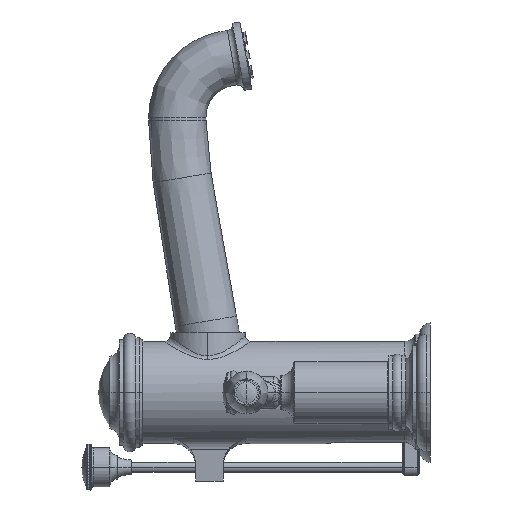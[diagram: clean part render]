
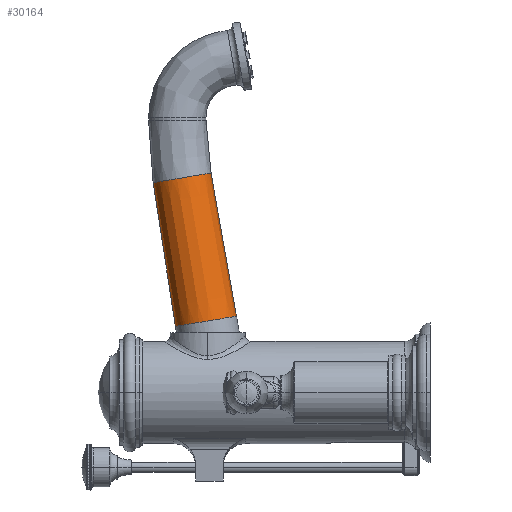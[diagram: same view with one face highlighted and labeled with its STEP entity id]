
A CAD part, left-side view. The second image highlights one B-rep face of the part: STEP entity #30164.
In plain terms, the highlighted conical face has half-angle 0.634 degrees and reference radius 13.855 mm.
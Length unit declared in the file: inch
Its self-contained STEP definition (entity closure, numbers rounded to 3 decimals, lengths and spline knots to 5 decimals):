
#10385=CARTESIAN_POINT('',(0.,3.50594,1.38421));
#10386=CARTESIAN_POINT('',(-0.01023,3.50571,
1.38285));
#10387=CARTESIAN_POINT('',(-0.03169,3.50588,
1.3806));
#10388=CARTESIAN_POINT('',(-0.06708,3.50865,
1.3785));
#10389=CARTESIAN_POINT('',(-0.10466,3.51435,
1.37755));
#10390=CARTESIAN_POINT('',(-0.14368,3.52324,
1.37721));
#10391=CARTESIAN_POINT('',(-0.18325,3.53538,
1.37675));
#10392=CARTESIAN_POINT('',(-0.22258,3.5506,
1.37515));
#10393=CARTESIAN_POINT('',(-0.26053,3.56849,
1.37202));
#10394=CARTESIAN_POINT('',(-0.2958,3.5883,
1.36777));
#10395=CARTESIAN_POINT('',(-0.32749,3.60893,
1.36209));
#10396=CARTESIAN_POINT('',(-0.35572,3.63055,
1.35921));
#10397=CARTESIAN_POINT('',(-0.38056,3.65184,
1.35472));
#10398=CARTESIAN_POINT('',(-0.40239,3.67338,
1.35387));
#10399=CARTESIAN_POINT('',(-0.42202,3.69476,
1.35218));
#10400=CARTESIAN_POINT('',(-0.44006,3.71633,
1.34926));
#10401=CARTESIAN_POINT('',(-0.45702,3.73846,
1.34415));
#10402=CARTESIAN_POINT('',(-0.47323,3.76191,
1.33805));
#10403=CARTESIAN_POINT('',(-0.48892,3.7875,
1.33188));
#10404=CARTESIAN_POINT('',(-0.50415,3.8162,
1.32721));
#10405=CARTESIAN_POINT('',(-0.51865,3.84832,
1.32337));
#10406=CARTESIAN_POINT('',(-0.53207,3.8842,
1.31907));
#10407=CARTESIAN_POINT('',(-0.54365,3.92341,
1.31299));
#10408=CARTESIAN_POINT('',(-0.55229,3.96365,
1.30566));
#10409=CARTESIAN_POINT('',(-0.5577,4.00282,
1.29769));
#10410=CARTESIAN_POINT('',(-0.56024,4.04171,
1.28999));
#10411=CARTESIAN_POINT('',(-0.55997,4.08128,
1.28359));
#10412=CARTESIAN_POINT('',(-0.55677,4.12145,
1.27815));
#10413=CARTESIAN_POINT('',(-0.55051,4.16196,
1.27271));
#10414=CARTESIAN_POINT('',(-0.54123,4.20175,
1.26668));
#10415=CARTESIAN_POINT('',(-0.52962,4.23868,
1.2598));
#10416=CARTESIAN_POINT('',(-0.51674,4.27141,
1.25238));
#10417=CARTESIAN_POINT('',(-0.50294,4.301,
1.24601));
#10418=CARTESIAN_POINT('',(-0.4884,4.3282,
1.2416));
#10419=CARTESIAN_POINT('',(-0.47315,4.35366,
1.23933));
#10420=CARTESIAN_POINT('',(-0.45713,4.37755,
1.23752));
#10421=CARTESIAN_POINT('',(-0.44019,4.40013,
1.23512));
#10422=CARTESIAN_POINT('',(-0.4221,4.42154,
1.23078));
#10423=CARTESIAN_POINT('',(-0.40238,4.44241,
1.22541));
#10424=CARTESIAN_POINT('',(-0.38043,4.46318,
1.21921));
#10425=CARTESIAN_POINT('',(-0.35546,4.48487,
1.21656));
#10426=CARTESIAN_POINT('',(-0.32711,4.50631,
1.21229));
#10427=CARTESIAN_POINT('',(-0.29532,4.52769,
1.21095));
#10428=CARTESIAN_POINT('',(-0.25999,4.54779,
1.20852));
#10429=CARTESIAN_POINT('',(-0.22204,4.56567,
1.20566));
#10430=CARTESIAN_POINT('',(-0.18274,4.58052,
1.2022));
#10431=CARTESIAN_POINT('',(-0.14323,4.59208,
1.19867));
#10432=CARTESIAN_POINT('',(-0.10429,4.60056,
1.1961));
#10433=CARTESIAN_POINT('',(-0.0668,4.60622,
1.19516));
#10434=CARTESIAN_POINT('',(-0.03153,4.6095,
1.19628));
#10435=CARTESIAN_POINT('',(-0.01017,4.61039,
1.19838));
#10436=CARTESIAN_POINT('',(0.,4.61062,
1.19974));
#10438=DIRECTION('',(0.,0.154,0.988));
#10439=VECTOR('',#10438,2.62638);
#10440=CARTESIAN_POINT('',(0.,4.61062,
1.19974));
#10441=LINE('',#10440,#10439);
#10442=CARTESIAN_POINT('',(0.,4.49083,
3.88232));
#10443=DIRECTION('',(0.,0.165,0.986));
#10444=DIRECTION('',(0.,0.986,-0.165));
#10445=AXIS2_PLACEMENT_3D('',#10442,#10443,#10444);
#10447=CARTESIAN_POINT('',(0.,4.61062,
1.19974));
#10498=CARTESIAN_POINT('',(0.,3.50594,1.38421));
#10500=DIRECTION('',(0.,0.176,0.984));
#10501=VECTOR('',#10500,2.62638);
#10502=CARTESIAN_POINT('',(0.,3.50594,1.38421));
#10503=LINE('',#10502,#10501);
#13769=VERTEX_POINT('',#10447);
#13770=VERTEX_POINT('',#10498);
#13771=CARTESIAN_POINT('',(0.,5.01449,3.79488));
#13772=VERTEX_POINT('',#13771);
#13773=CARTESIAN_POINT('',(0.,3.96717,3.96977));
#13774=VERTEX_POINT('',#13773);
#30150=CARTESIAN_POINT('',(0.,4.27412,
2.58457));
#30151=DIRECTION('',(0.,-0.165,-0.986));
#30152=DIRECTION('',(0.,-0.986,0.165));
#30153=AXIS2_PLACEMENT_3D('',#30150,#30151,#30152);
#30154=CONICAL_SURFACE('',#30153,0.54547,0.634);
#30155=ORIENTED_EDGE('',*,*,#30144,.T.);
#30157=ORIENTED_EDGE('',*,*,#30156,.T.);
#30159=ORIENTED_EDGE('',*,*,#30158,.T.);
#30161=ORIENTED_EDGE('',*,*,#30160,.F.);
#30162=EDGE_LOOP('',(#30155,#30157,#30159,#30161));
#30163=FACE_OUTER_BOUND('',#30162,.F.);
#30164=ADVANCED_FACE('',(#30163),#30154,.T.);
#10437=B_SPLINE_CURVE_WITH_KNOTS('',3,(#10385,#10386,#10387,#10388,#10389,
#10390,#10391,#10392,#10393,#10394,#10395,#10396,#10397,#10398,#10399,#10400,
#10401,#10402,#10403,#10404,#10405,#10406,#10407,#10408,#10409,#10410,#10411,
#10412,#10413,#10414,#10415,#10416,#10417,#10418,#10419,#10420,#10421,#10422,
#10423,#10424,#10425,#10426,#10427,#10428,#10429,#10430,#10431,#10432,#10433,
#10434,#10435,#10436),.UNSPECIFIED.,.F.,.F.,(4,1,1,1,1,1,1,1,1,1,1,1,1,1,1,1,1,
1,1,1,1,1,1,1,1,1,1,1,1,1,1,1,1,1,1,1,1,1,1,1,1,1,1,1,1,1,1,1,1,4),(0.,
0.02041,0.04082,0.06122,0.08163,
0.10204,0.12245,0.14286,0.16327,
0.18367,0.20408,0.22449,0.2449,
0.26531,0.28571,0.30612,0.32653,
0.34694,0.36735,0.38776,0.40816,
0.42857,0.44898,0.46939,0.4898,
0.5102,0.53061,0.55102,0.57143,
0.59184,0.61224,0.63265,0.65306,
0.67347,0.69388,0.71429,0.73469,
0.7551,0.77551,0.79592,0.81633,
0.83673,0.85714,0.87755,0.89796,
0.91837,0.93878,0.95918,0.97959,1.),
.UNSPECIFIED.);
#10446=CIRCLE('',#10445,0.5309);
#30144=EDGE_CURVE('',#13770,#13769,#10437,.T.);
#30156=EDGE_CURVE('',#13769,#13772,#10441,.T.);
#30158=EDGE_CURVE('',#13772,#13774,#10446,.T.);
#30160=EDGE_CURVE('',#13770,#13774,#10503,.T.);
